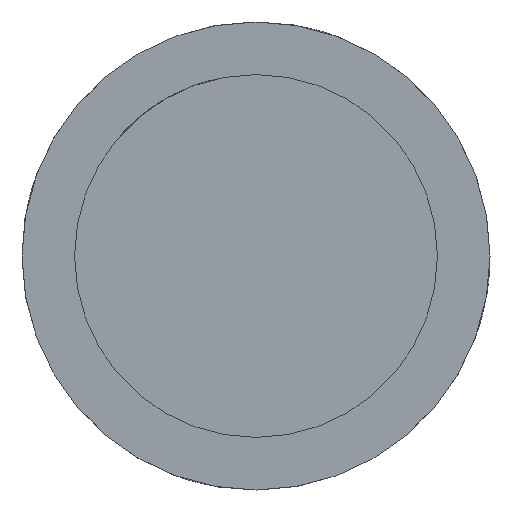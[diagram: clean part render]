
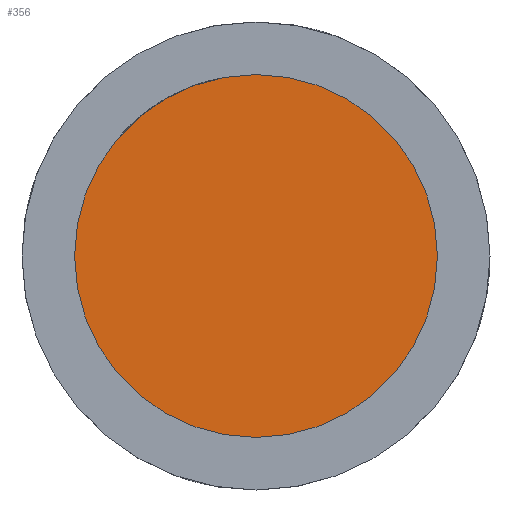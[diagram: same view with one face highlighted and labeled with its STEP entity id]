
A CAD part, left-side view. The second image highlights one B-rep face of the part: STEP entity #356.
In plain terms, the highlighted planar face has unit normal (-1, 0, 0).
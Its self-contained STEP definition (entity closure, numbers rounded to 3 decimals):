
#28=PLANE('',#407);
#52=FACE_OUTER_BOUND('',#78,.T.);
#78=EDGE_LOOP('',(#307));
#136=CIRCLE('',#381,10.);
#157=VERTEX_POINT('',#536);
#193=EDGE_CURVE('',#157,#157,#136,.T.);
#307=ORIENTED_EDGE('',*,*,#193,.T.);
#356=ADVANCED_FACE('',(#52),#28,.F.);
#381=AXIS2_PLACEMENT_3D('',#538,#429,#430);
#407=AXIS2_PLACEMENT_3D('',#678,#498,#499);
#429=DIRECTION('center_axis',(-1.,0.,0.));
#430=DIRECTION('ref_axis',(0.,0.866,-0.5));
#498=DIRECTION('center_axis',(1.,0.,0.));
#499=DIRECTION('ref_axis',(0.,0.866,-0.5));
#536=CARTESIAN_POINT('',(1283.744,-1288.282,546.923));
#538=CARTESIAN_POINT('Origin',(1283.744,-1279.622,541.923));
#678=CARTESIAN_POINT('Origin',(1283.744,-1279.628,541.927));
